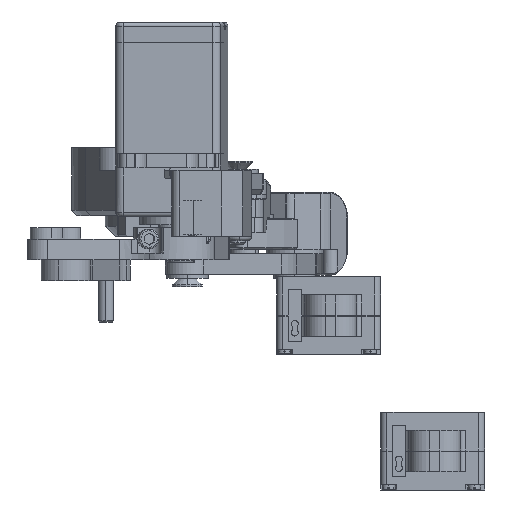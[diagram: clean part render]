
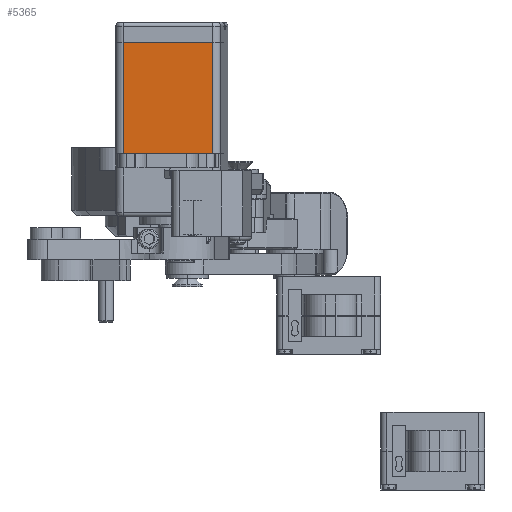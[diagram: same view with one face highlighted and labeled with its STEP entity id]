
A CAD part, left-side view. The second image highlights one B-rep face of the part: STEP entity #5365.
In plain terms, the highlighted face is planar.
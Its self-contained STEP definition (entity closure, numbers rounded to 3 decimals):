
#130 = VERTEX_POINT ( 'NONE', #12977 ) ;
#889 = EDGE_CURVE ( 'NONE', #130, #14835, #7634, .T. ) ;
#1898 = LINE ( 'NONE', #22816, #40883 ) ;
#2325 = CARTESIAN_POINT ( 'NONE',  ( 29.99, -12.1, 8.6 ) ) ;
#2937 = CARTESIAN_POINT ( 'NONE',  ( 29.99, -33.6, -8.6 ) ) ;
#3373 = DIRECTION ( 'NONE',  ( -1., 0., 0. ) ) ;
#5365 = ADVANCED_FACE ( 'NONE', ( #27016 ), #23389, .F. ) ;
#7634 = LINE ( 'NONE', #28107, #23567 ) ;
#9805 = CARTESIAN_POINT ( 'NONE',  ( 29.99, -33.6, -8.6 ) ) ;
#12917 = ORIENTED_EDGE ( 'NONE', *, *, #24759, .F. ) ;
#12977 = CARTESIAN_POINT ( 'NONE',  ( 29.99, -12.1, -8.6 ) ) ;
#14835 = VERTEX_POINT ( 'NONE', #2325 ) ;
#17201 = VERTEX_POINT ( 'NONE', #41531 ) ;
#17517 = DIRECTION ( 'NONE',  ( 0., 1., 0. ) ) ;
#19609 = CARTESIAN_POINT ( 'NONE',  ( 29.99, -33.6, -8.6 ) ) ;
#20155 = AXIS2_PLACEMENT_3D ( 'NONE', #2937, #3373, #44091 ) ;
#20951 = LINE ( 'NONE', #9805, #36919 ) ;
#22417 = EDGE_CURVE ( 'NONE', #43891, #130, #20951, .T. ) ;
#22816 = CARTESIAN_POINT ( 'NONE',  ( 29.99, -33.6, -8.6 ) ) ;
#23389 = PLANE ( 'NONE',  #20155 ) ;
#23567 = VECTOR ( 'NONE', #34910, 1000. ) ;
#24759 = EDGE_CURVE ( 'NONE', #17201, #14835, #39668, .T. ) ;
#27016 = FACE_OUTER_BOUND ( 'NONE', #27887, .T. ) ;
#27223 = EDGE_CURVE ( 'NONE', #43891, #17201, #1898, .T. ) ;
#27887 = EDGE_LOOP ( 'NONE', ( #28889, #12917, #34824, #34990 ) ) ;
#28107 = CARTESIAN_POINT ( 'NONE',  ( 29.99, -12.1, -8.6 ) ) ;
#28547 = DIRECTION ( 'NONE',  ( 0., 1., 0. ) ) ;
#28889 = ORIENTED_EDGE ( 'NONE', *, *, #889, .T. ) ;
#29160 = VECTOR ( 'NONE', #28547, 1000. ) ;
#34824 = ORIENTED_EDGE ( 'NONE', *, *, #27223, .F. ) ;
#34910 = DIRECTION ( 'NONE',  ( 0., 0., 1. ) ) ;
#34990 = ORIENTED_EDGE ( 'NONE', *, *, #22417, .T. ) ;
#36880 = DIRECTION ( 'NONE',  ( 0., 0., 1. ) ) ;
#36919 = VECTOR ( 'NONE', #17517, 1000. ) ;
#39668 = LINE ( 'NONE', #42403, #29160 ) ;
#40883 = VECTOR ( 'NONE', #36880, 1000. ) ;
#41531 = CARTESIAN_POINT ( 'NONE',  ( 29.99, -33.6, 8.6 ) ) ;
#42403 = CARTESIAN_POINT ( 'NONE',  ( 29.99, -33.6, 8.6 ) ) ;
#43891 = VERTEX_POINT ( 'NONE', #19609 ) ;
#44091 = DIRECTION ( 'NONE',  ( 0., 0., 1. ) ) ;
